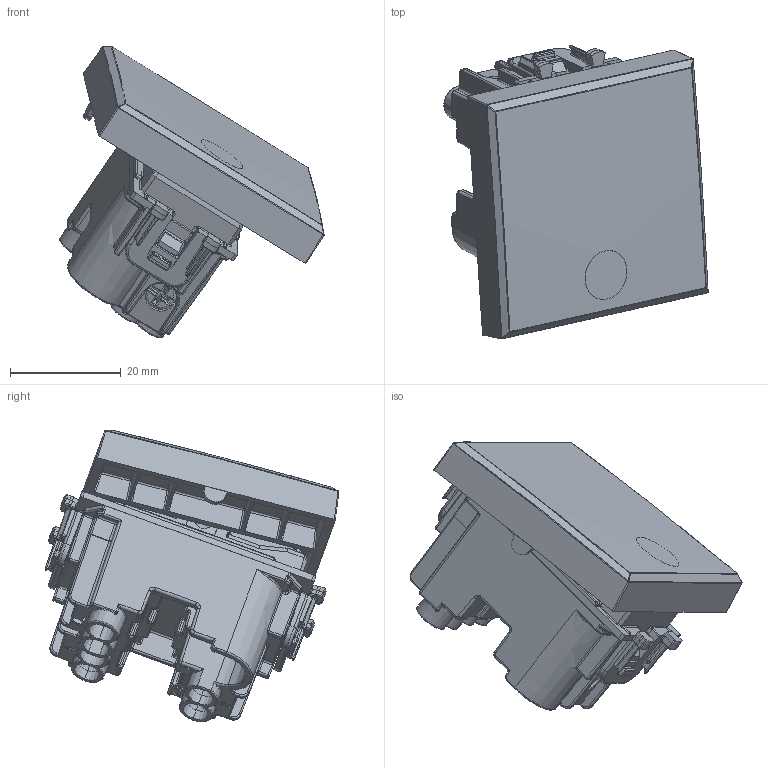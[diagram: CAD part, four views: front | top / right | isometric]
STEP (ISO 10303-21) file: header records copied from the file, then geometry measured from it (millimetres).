
FILE_DESCRIPTION(('CATIA V5 STEP Exchange'),'2;1');
FILE_NAME('442025RS-2.stp','2024-02-15T13:01:12+00:00',('none'),('none'),'CATIA Version 5-6 Release 2016 SP6','CATIA V5 STEP AP203','none');
FILE_SCHEMA(('CONFIG_CONTROL_DESIGN'));
Length unit declared in the file: millimetre
Products named in the file (1): 442025RS-2
Assembly tree (13 placements, depth 2):
  442025RS-2
    #57
    #55057
    #110062
    #142265
    #173116
    #175686  x2
    #177341  x3
    #179254  x3
Bounding box: 47.66 x 52.97 x 52.58 mm (x, y, z)
Volume: 18931 mm3; surface area: 27066.2 mm2
Topology: 16 solids, 16 shells, 4976 faces, 13006 edges, 7804 vertices
Faces by surface type: plane 2104, cylinder 1617, bspline 664, sphere 255, cone 189, torus 109, extrusion 34, revolution 4
Entity records: 180127 total; most frequent: CARTESIAN_POINT 79249, ORIENTED_EDGE 24220, DIRECTION 14842, EDGE_CURVE 12110, VERTEX_POINT 7414, VECTOR 6325, LINE 6291, AXIS2_PLACEMENT_3D 5075
